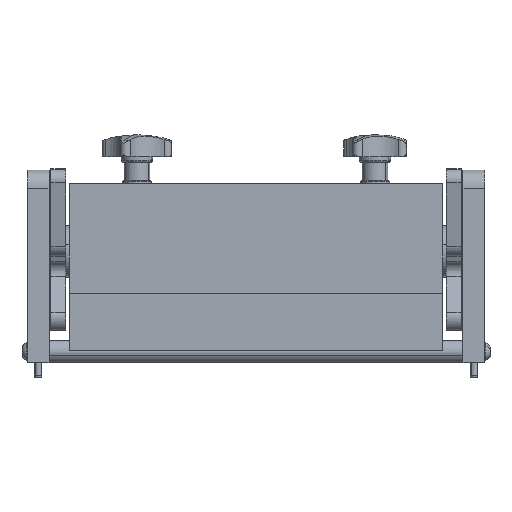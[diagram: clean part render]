
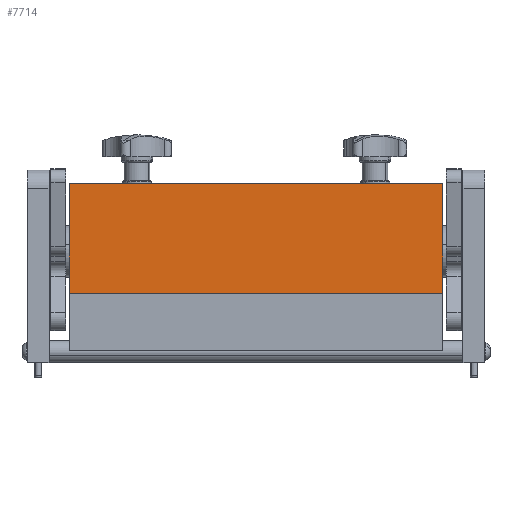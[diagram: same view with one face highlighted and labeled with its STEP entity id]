
A CAD part, top view. The second image highlights one B-rep face of the part: STEP entity #7714.
In plain terms, the highlighted face is planar.
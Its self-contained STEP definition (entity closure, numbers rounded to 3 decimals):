
#540 = AXIS2_PLACEMENT_3D ( 'NONE', #884, #5719, #3337 ) ;
#808 = EDGE_CURVE ( 'NONE', #7681, #5823, #1301, .T. ) ;
#884 = CARTESIAN_POINT ( 'NONE',  ( 102., 60., 0. ) ) ;
#1181 = ORIENTED_EDGE ( 'NONE', *, *, #8259, .T. ) ;
#1301 = LINE ( 'NONE', #2428, #5660 ) ;
#2019 = LINE ( 'NONE', #2645, #8779 ) ;
#2428 = CARTESIAN_POINT ( 'NONE',  ( 102., 60., 0. ) ) ;
#2645 = CARTESIAN_POINT ( 'NONE',  ( 102., 60., 0. ) ) ;
#2692 = EDGE_CURVE ( 'NONE', #5044, #7681, #2019, .T. ) ;
#2965 = EDGE_LOOP ( 'NONE', ( #9934, #10212, #4191, #1181 ) ) ;
#3154 = CARTESIAN_POINT ( 'NONE',  ( 102., 0., 0. ) ) ;
#3337 = DIRECTION ( 'NONE',  ( 0., -1., 0. ) ) ;
#3653 = VECTOR ( 'NONE', #4796, 1000. ) ;
#4088 = PLANE ( 'NONE',  #540 ) ;
#4191 = ORIENTED_EDGE ( 'NONE', *, *, #2692, .F. ) ;
#4796 = DIRECTION ( 'NONE',  ( -1., 0., 0. ) ) ;
#4901 = DIRECTION ( 'NONE',  ( -1., 0., 0. ) ) ;
#5044 = VERTEX_POINT ( 'NONE', #6880 ) ;
#5102 = CARTESIAN_POINT ( 'NONE',  ( -102., 0., 0. ) ) ;
#5454 = FACE_OUTER_BOUND ( 'NONE', #2965, .T. ) ;
#5660 = VECTOR ( 'NONE', #4901, 1000. ) ;
#5719 = DIRECTION ( 'NONE',  ( 0., 0., 1. ) ) ;
#5823 = VERTEX_POINT ( 'NONE', #10425 ) ;
#6109 = LINE ( 'NONE', #7623, #6365 ) ;
#6365 = VECTOR ( 'NONE', #6865, 1000. ) ;
#6865 = DIRECTION ( 'NONE',  ( 0., 1., 0. ) ) ;
#6880 = CARTESIAN_POINT ( 'NONE',  ( 102., 0., 0. ) ) ;
#7138 = CARTESIAN_POINT ( 'NONE',  ( 102., 60., 0. ) ) ;
#7386 = EDGE_CURVE ( 'NONE', #7763, #5823, #6109, .T. ) ;
#7623 = CARTESIAN_POINT ( 'NONE',  ( -102., 60., 0. ) ) ;
#7681 = VERTEX_POINT ( 'NONE', #7138 ) ;
#7714 = ADVANCED_FACE ( 'NONE', ( #5454 ), #4088, .F. ) ;
#7763 = VERTEX_POINT ( 'NONE', #5102 ) ;
#8259 = EDGE_CURVE ( 'NONE', #5044, #7763, #8611, .T. ) ;
#8611 = LINE ( 'NONE', #3154, #3653 ) ;
#8779 = VECTOR ( 'NONE', #9818, 1000. ) ;
#9818 = DIRECTION ( 'NONE',  ( 0., 1., 0. ) ) ;
#9934 = ORIENTED_EDGE ( 'NONE', *, *, #7386, .T. ) ;
#10212 = ORIENTED_EDGE ( 'NONE', *, *, #808, .F. ) ;
#10425 = CARTESIAN_POINT ( 'NONE',  ( -102., 60., 0. ) ) ;
